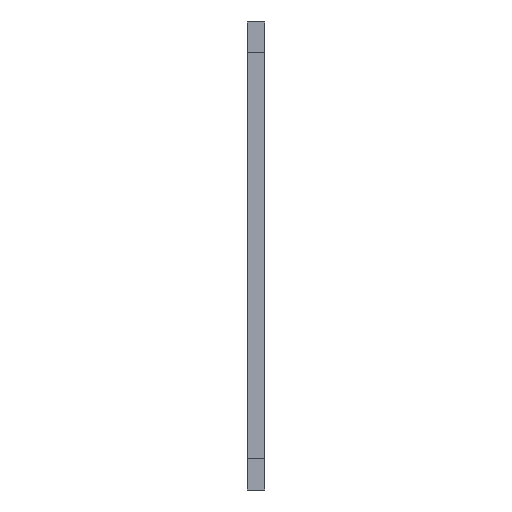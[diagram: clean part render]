
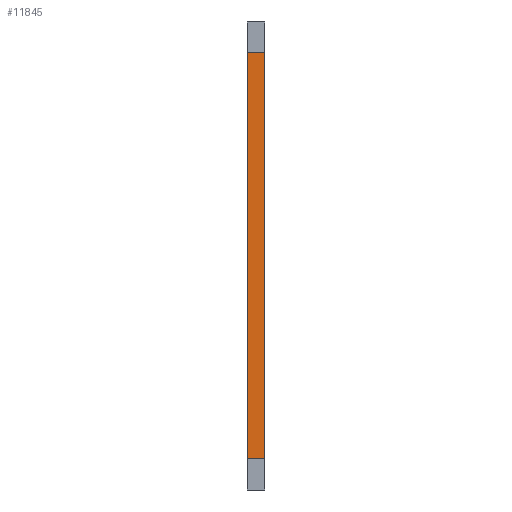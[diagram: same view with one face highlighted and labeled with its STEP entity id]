
A CAD part, front view. The second image highlights one B-rep face of the part: STEP entity #11845.
In plain terms, the highlighted planar face has unit normal (0, -1, 0).
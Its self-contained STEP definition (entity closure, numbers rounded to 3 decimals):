
#587=FACE_OUTER_BOUND('',#1157,.T.);
#1157=EDGE_LOOP('',(#10148,#10149,#10150,#10151));
#1190=LINE('',#15293,#2876);
#2847=LINE('',#18606,#4533);
#2848=LINE('',#18609,#4534);
#2849=LINE('',#18610,#4535);
#2876=VECTOR('',#12456,10.);
#4533=VECTOR('',#15229,10.);
#4534=VECTOR('',#15232,10.);
#4535=VECTOR('',#15233,10.);
#4543=VERTEX_POINT('',#15254);
#4562=VERTEX_POINT('',#15291);
#5660=VERTEX_POINT('',#18604);
#5661=VERTEX_POINT('',#18608);
#5686=EDGE_CURVE('',#4562,#4543,#1190,.T.);
#7343=EDGE_CURVE('',#4562,#5660,#2847,.T.);
#7344=EDGE_CURVE('',#5661,#5660,#2848,.T.);
#7345=EDGE_CURVE('',#4543,#5661,#2849,.T.);
#10148=ORIENTED_EDGE('',*,*,#7343,.T.);
#10149=ORIENTED_EDGE('',*,*,#7344,.F.);
#10150=ORIENTED_EDGE('',*,*,#7345,.F.);
#10151=ORIENTED_EDGE('',*,*,#5686,.F.);
#11281=PLANE('',#12423);
#11845=ADVANCED_FACE('',(#587),#11281,.T.);
#12423=AXIS2_PLACEMENT_3D('',#18607,#15230,#15231);
#12456=DIRECTION('',(0.,0.,1.));
#15229=DIRECTION('',(1.,0.,0.));
#15230=DIRECTION('center_axis',(0.,-1.,0.));
#15231=DIRECTION('ref_axis',(0.,0.,-1.));
#15232=DIRECTION('',(0.,0.,-1.));
#15233=DIRECTION('',(1.,0.,0.));
#15254=CARTESIAN_POINT('',(2.98,0.,44.456));
#15291=CARTESIAN_POINT('',(2.98,0.,3.156));
#15293=CARTESIAN_POINT('',(2.98,0.,3.156));
#18604=CARTESIAN_POINT('',(4.8,0.,3.156));
#18606=CARTESIAN_POINT('',(3.,0.,3.156));
#18607=CARTESIAN_POINT('Origin',(3.,0.,44.456));
#18608=CARTESIAN_POINT('',(4.8,0.,44.456));
#18609=CARTESIAN_POINT('',(4.8,0.,35.694));
#18610=CARTESIAN_POINT('',(3.,0.,44.456));
